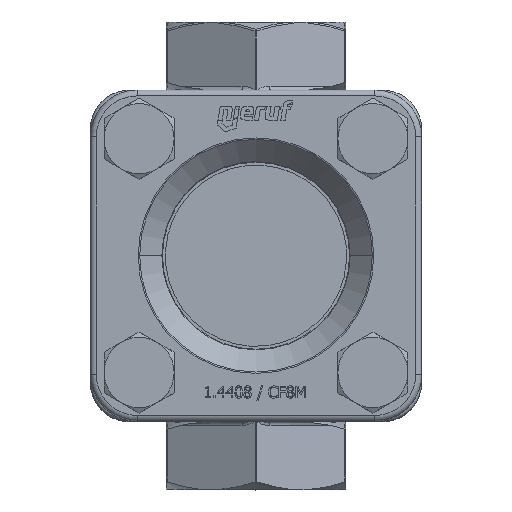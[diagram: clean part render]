
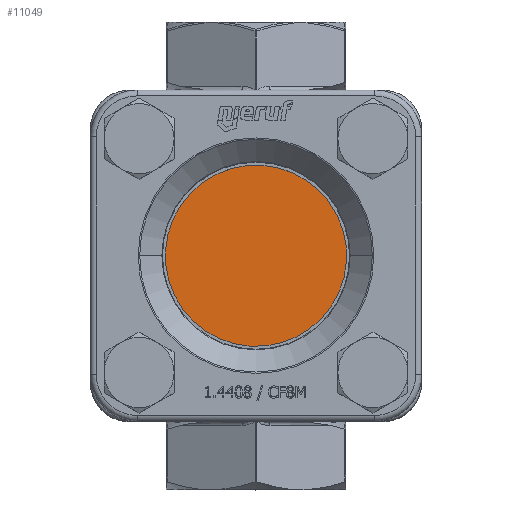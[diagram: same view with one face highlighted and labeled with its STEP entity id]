
A CAD part, top view. The second image highlights one B-rep face of the part: STEP entity #11049.
In plain terms, the highlighted planar face has unit normal (0, 0, 1).
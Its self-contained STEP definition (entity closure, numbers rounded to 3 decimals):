
#395 = VERTEX_POINT ( 'NONE', #21364 ) ;
#3577 = CIRCLE ( 'NONE', #48567, 31.5 ) ;
#3693 = AXIS2_PLACEMENT_3D ( 'NONE', #74399, #12046, #11013 ) ;
#11013 = DIRECTION ( 'NONE',  ( 0.996, -0.089, 0. ) ) ;
#11049 = ADVANCED_FACE ( 'NONE', ( #39732 ), #47253, .T. ) ;
#12046 = DIRECTION ( 'NONE',  ( 0., 0., 1. ) ) ;
#21364 = CARTESIAN_POINT ( 'NONE',  ( 31.375, -2.798, 34.7 ) ) ;
#22728 = ORIENTED_EDGE ( 'NONE', *, *, #31354, .T. ) ;
#26284 = ORIENTED_EDGE ( 'NONE', *, *, #83489, .T. ) ;
#29650 = CIRCLE ( 'NONE', #97207, 31.5 ) ;
#31354 = EDGE_CURVE ( 'NONE', #395, #64335, #29650, .T. ) ;
#39732 = FACE_OUTER_BOUND ( 'NONE', #67057, .T. ) ;
#47253 = PLANE ( 'NONE',  #3693 ) ;
#48567 = AXIS2_PLACEMENT_3D ( 'NONE', #86730, #85757, #93309 ) ;
#64335 = VERTEX_POINT ( 'NONE', #90513 ) ;
#67057 = EDGE_LOOP ( 'NONE', ( #26284, #22728 ) ) ;
#74084 = CARTESIAN_POINT ( 'NONE',  ( 0., 0., 34.7 ) ) ;
#74399 = CARTESIAN_POINT ( 'NONE',  ( 0., 0., 34.7 ) ) ;
#82203 = DIRECTION ( 'NONE',  ( 0., 0., 1. ) ) ;
#83489 = EDGE_CURVE ( 'NONE', #64335, #395, #3577, .T. ) ;
#85757 = DIRECTION ( 'NONE',  ( 0., 0., 1. ) ) ;
#86730 = CARTESIAN_POINT ( 'NONE',  ( 0., 0., 34.7 ) ) ;
#90513 = CARTESIAN_POINT ( 'NONE',  ( -31.375, 2.798, 34.7 ) ) ;
#93309 = DIRECTION ( 'NONE',  ( 0.996, -0.089, 0. ) ) ;
#97207 = AXIS2_PLACEMENT_3D ( 'NONE', #74084, #82203, #97899 ) ;
#97899 = DIRECTION ( 'NONE',  ( 0.996, -0.089, 0. ) ) ;
